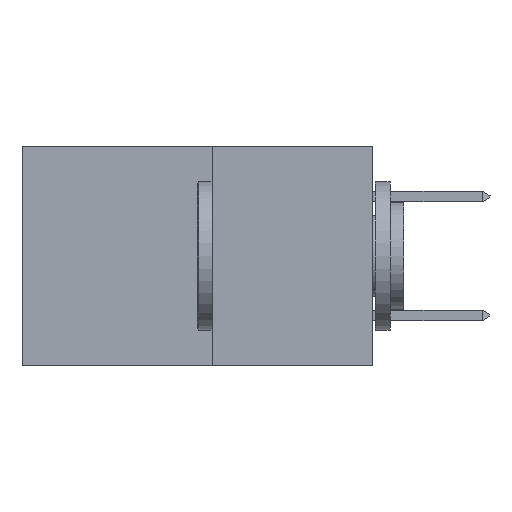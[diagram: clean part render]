
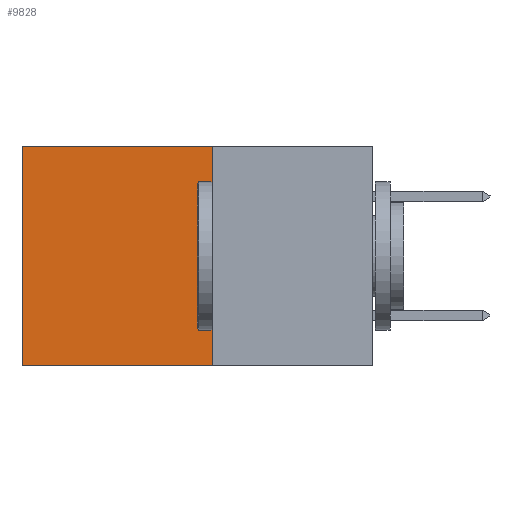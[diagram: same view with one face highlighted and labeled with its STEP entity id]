
A CAD part, left-side view. The second image highlights one B-rep face of the part: STEP entity #9828.
In plain terms, the highlighted planar face has unit normal (-1, 0, 0).
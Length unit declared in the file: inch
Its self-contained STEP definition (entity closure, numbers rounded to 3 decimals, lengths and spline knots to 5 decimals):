
#202 = EDGE_CURVE ( 'NONE', #10941, #4183, #10647, .T. ) ;
#906 = DIRECTION ( 'NONE',  ( 0., 1., 0. ) ) ;
#2430 = CARTESIAN_POINT ( 'NONE',  ( 0.277, 0.27, -0.37 ) ) ;
#3703 = DIRECTION ( 'NONE',  ( 0., 0., -1. ) ) ;
#4183 = VERTEX_POINT ( 'NONE', #14027 ) ;
#4413 = LINE ( 'NONE', #15571, #10540 ) ;
#4423 = CARTESIAN_POINT ( 'NONE',  ( 0.277, 0.27, -0.37 ) ) ;
#5025 = VECTOR ( 'NONE', #11682, 39.37008 ) ;
#5342 = DIRECTION ( 'NONE',  ( 0., 0., -1. ) ) ;
#5474 = FACE_OUTER_BOUND ( 'NONE', #6077, .T. ) ;
#5556 = VERTEX_POINT ( 'NONE', #4423 ) ;
#5653 = DIRECTION ( 'NONE',  ( 0., 1., 0. ) ) ;
#5756 = CARTESIAN_POINT ( 'NONE',  ( 0.277, 0.59, -0.37 ) ) ;
#6077 = EDGE_LOOP ( 'NONE', ( #10134, #11686, #7467, #8224 ) ) ;
#6387 = EDGE_CURVE ( 'NONE', #13146, #5556, #14759, .T. ) ;
#7467 = ORIENTED_EDGE ( 'NONE', *, *, #6387, .F. ) ;
#8224 = ORIENTED_EDGE ( 'NONE', *, *, #8428, .T. ) ;
#8428 = EDGE_CURVE ( 'NONE', #13146, #10941, #4413, .T. ) ;
#9423 = VECTOR ( 'NONE', #5653, 39.37008 ) ;
#9765 = PLANE ( 'NONE',  #12486 ) ;
#9811 = LINE ( 'NONE', #14162, #9423 ) ;
#9828 = ADVANCED_FACE ( 'NONE', ( #5474 ), #9765, .F. ) ;
#10134 = ORIENTED_EDGE ( 'NONE', *, *, #202, .T. ) ;
#10253 = VECTOR ( 'NONE', #5342, 39.37008 ) ;
#10540 = VECTOR ( 'NONE', #906, 39.37008 ) ;
#10647 = LINE ( 'NONE', #5756, #10253 ) ;
#10941 = VERTEX_POINT ( 'NONE', #12888 ) ;
#11026 = DIRECTION ( 'NONE',  ( 1., 0., 0. ) ) ;
#11034 = CARTESIAN_POINT ( 'NONE',  ( 0.277, 0.27, 0. ) ) ;
#11682 = DIRECTION ( 'NONE',  ( 0., 0., -1. ) ) ;
#11686 = ORIENTED_EDGE ( 'NONE', *, *, #11697, .F. ) ;
#11697 = EDGE_CURVE ( 'NONE', #5556, #4183, #9811, .T. ) ;
#11747 = CARTESIAN_POINT ( 'NONE',  ( 0.277, 0.27, -0.37 ) ) ;
#12486 = AXIS2_PLACEMENT_3D ( 'NONE', #2430, #11026, #3703 ) ;
#12888 = CARTESIAN_POINT ( 'NONE',  ( 0.277, 0.59, 0. ) ) ;
#13146 = VERTEX_POINT ( 'NONE', #11034 ) ;
#14027 = CARTESIAN_POINT ( 'NONE',  ( 0.277, 0.59, -0.37 ) ) ;
#14162 = CARTESIAN_POINT ( 'NONE',  ( 0.277, 0.27, -0.37 ) ) ;
#14759 = LINE ( 'NONE', #11747, #5025 ) ;
#15571 = CARTESIAN_POINT ( 'NONE',  ( 0.277, 0.27, 0. ) ) ;
